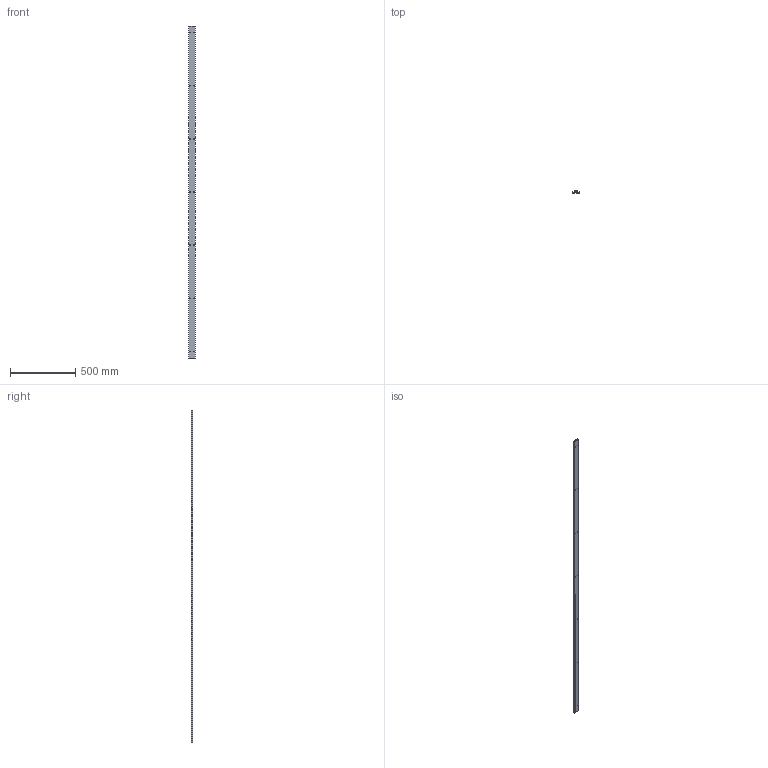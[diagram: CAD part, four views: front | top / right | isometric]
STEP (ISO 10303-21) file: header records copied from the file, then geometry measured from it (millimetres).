
FILE_DESCRIPTION (( 'STEP AP203' ), '1' );
FILE_NAME ('700-2500-096 Model 250-8 Scale.STEP', '2007-06-14T20:39:18', ( 'Mike Fiantaca' ), ( 'Accurate Technology Inc' ), 'SwSTEP 2.0', 'SolidWorks 2007', '' );
FILE_SCHEMA (( 'CONFIG_CONTROL_DESIGN' ));
Length unit declared in the file: inch
Products named in the file (1): 700-2500-096 Model 250-8 Scale
Bounding box: 51.31 x 12.45 x 2540 mm (x, y, z)
Volume: 844052 mm3; surface area: 445303.8 mm2
Topology: 1 solids, 1 shells, 90 faces, 236 edges, 148 vertices
Faces by surface type: plane 34, cylinder 28, cone 28
Entity records: 2895 total; most frequent: DIRECTION 502, CARTESIAN_POINT 475, ORIENTED_EDGE 472, EDGE_CURVE 236, AXIS2_PLACEMENT_3D 175, VECTOR 152, LINE 152, VERTEX_POINT 148
